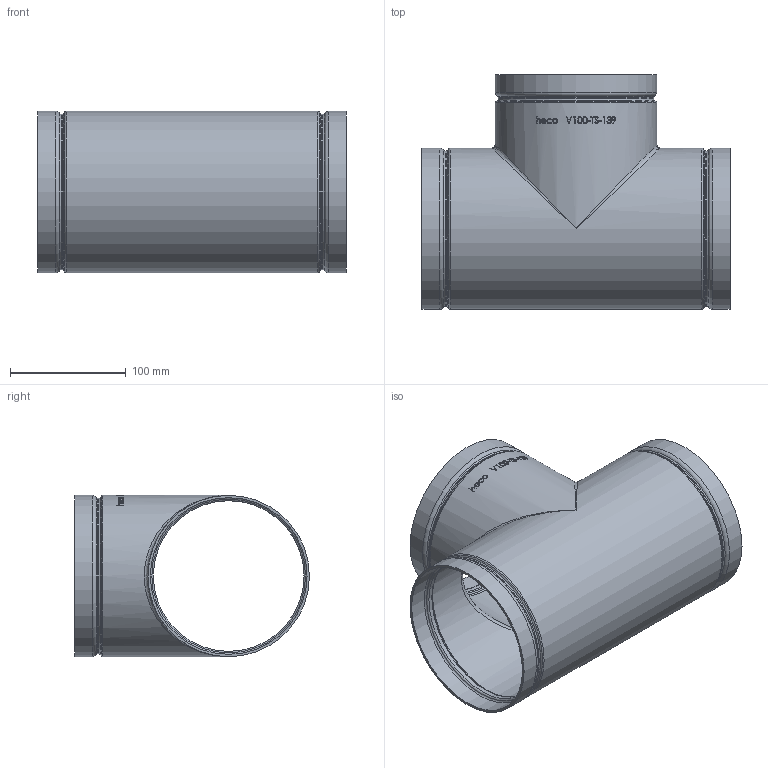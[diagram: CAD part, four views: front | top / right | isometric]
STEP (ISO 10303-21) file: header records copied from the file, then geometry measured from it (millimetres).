
FILE_DESCRIPTION (( 'STEP AP214' ), '1' );
FILE_NAME ('V100-TS-139-x Typ E492 DN125 500 Ø139,7 1812.STEP', '2018-12-14T09:45:11', ( '' ), ( '' ), 'SwSTEP 2.0', 'SolidWorks 2016', '' );
FILE_SCHEMA (( 'AUTOMOTIVE_DESIGN' ));
Length unit declared in the file: inch
Products named in the file (1): V100-TS-139-x Typ E492 DN125 500 Ø139,7 1812
Bounding box: 266.7 x 203.2 x 139.72 mm (x, y, z)
Volume: 274709.1 mm3; surface area: 277083.8 mm2
Topology: 1 solids, 1 shells, 220 faces, 570 edges, 365 vertices
Faces by surface type: bspline 109, plane 45, cylinder 36, torus 24, cone 6
Full cylindrical faces by diameter (mm): 130.454 x3, 134.518 x3, 135.636 x5, 139.7 x5
Entity records: 27432 total; most frequent: CARTESIAN_POINT 21176, ORIENTED_EDGE 994, EDGE_CURVE 497, DIRECTION 482, VERTEX_POINT 346, B_SPLINE_CURVE_WITH_KNOTS 331, EDGE_LOOP 291, FACE_OUTER_BOUND 260
